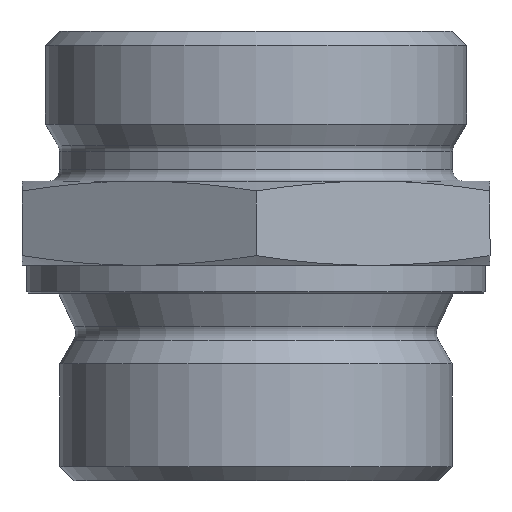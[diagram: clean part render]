
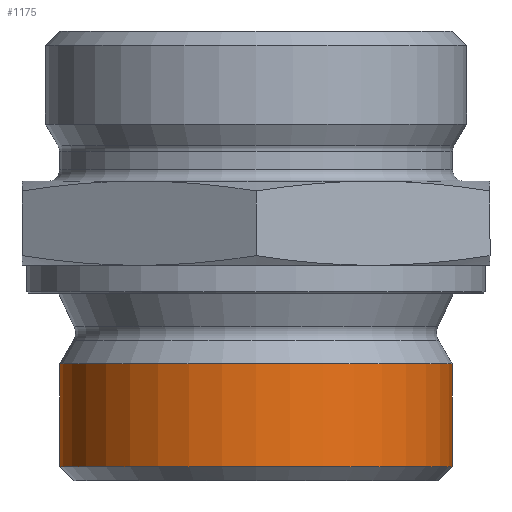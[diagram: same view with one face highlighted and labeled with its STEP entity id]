
A CAD part, front view. The second image highlights one B-rep face of the part: STEP entity #1175.
In plain terms, the highlighted cylindrical face has radius 20.955 mm (diameter 41.91 mm), a full revolution.
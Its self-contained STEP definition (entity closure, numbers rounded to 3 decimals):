
#1141=CARTESIAN_POINT('',(-26.386,0.944,1.5));
#1142=VERTEX_POINT('',#1141);
#1143=CARTESIAN_POINT('',(-5.431,0.944,1.5));
#1144=DIRECTION('',(0.0,0.0,-1.0));
#1145=DIRECTION('',(1.0,0.0,0.0));
#1146=AXIS2_PLACEMENT_3D('',#1143,#1144,#1145);
#1147=CIRCLE('',#1146,20.955);
#1148=EDGE_CURVE('',#1142,#1142,#1147,.T.);
#1156=CARTESIAN_POINT('',(-5.431,0.944,0.0));
#1157=DIRECTION('',(0.0,0.0,1.0));
#1158=DIRECTION('',(1.0,0.0,0.0));
#1159=AXIS2_PLACEMENT_3D('',#1156,#1157,#1158);
#1160=CYLINDRICAL_SURFACE('',#1159,20.955);
#1161=CARTESIAN_POINT('',(-26.386,0.932,12.484));
#1162=VERTEX_POINT('',#1161);
#1163=CARTESIAN_POINT('',(-5.431,0.944,12.484));
#1164=DIRECTION('',(0.0,0.0,-1.0));
#1165=DIRECTION('',(1.0,0.0,0.0));
#1166=AXIS2_PLACEMENT_3D('',#1163,#1164,#1165);
#1167=CIRCLE('',#1166,20.955);
#1168=EDGE_CURVE('',#1162,#1162,#1167,.T.);
#1169=ORIENTED_EDGE('',*,*,#1168,.T.);
#1170=EDGE_LOOP('',(#1169));
#1171=FACE_OUTER_BOUND('',#1170,.T.);
#1172=ORIENTED_EDGE('',*,*,#1148,.F.);
#1173=EDGE_LOOP('',(#1172));
#1174=FACE_BOUND('',#1173,.T.);
#1175=ADVANCED_FACE('',(#1171,#1174),#1160,.T.);
